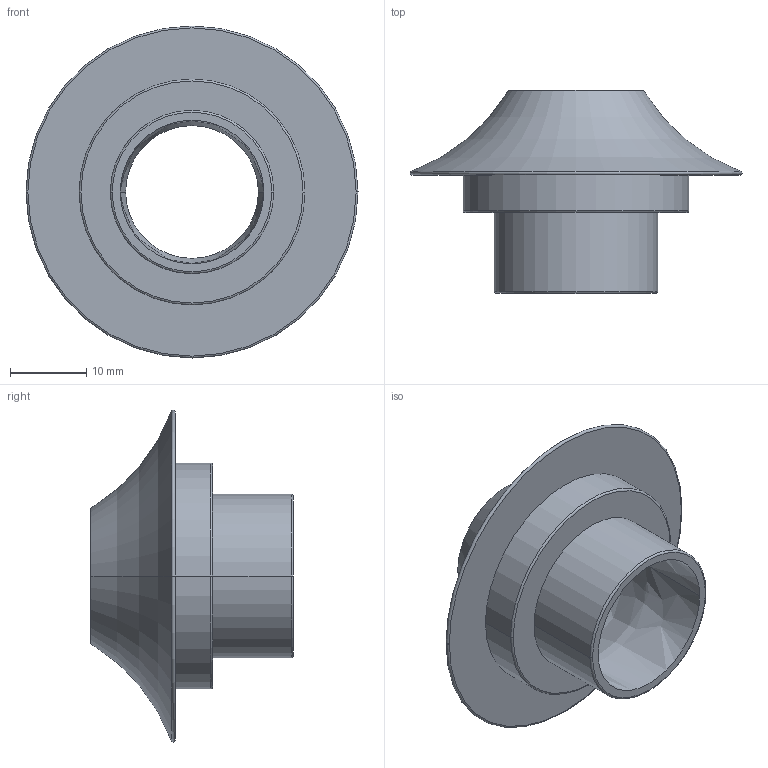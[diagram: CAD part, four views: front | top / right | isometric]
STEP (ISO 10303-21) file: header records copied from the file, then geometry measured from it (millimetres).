
FILE_DESCRIPTION (( 'STEP AP214' ), '1' );
FILE_NAME ('Baspares_kiz.STEP', '2014-03-26T15:40:40', ( '' ), ( '' ), 'SwSTEP 2.0', 'SolidWorks 2013', '' );
FILE_SCHEMA (( 'AUTOMOTIVE_DESIGN' ));
Length unit declared in the file: millimetre
Products named in the file (1): Baspares_kiz
Bounding box: 43.5 x 26.58 x 43.5 mm (x, y, z)
Volume: 6280.5 mm3; surface area: 5677.5 mm2
Topology: 1 solids, 1 shells, 21 faces, 42 edges, 24 vertices
Faces by surface type: torus 12, cylinder 4, plane 3, bspline 2
Entity records: 648 total; most frequent: CARTESIAN_POINT 154, DIRECTION 116, ORIENTED_EDGE 84, AXIS2_PLACEMENT_3D 56, EDGE_CURVE 42, CIRCLE 36, VERTEX_POINT 24, EDGE_LOOP 24
